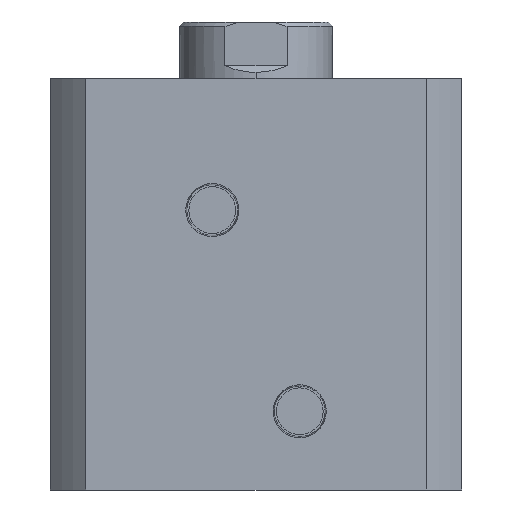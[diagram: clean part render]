
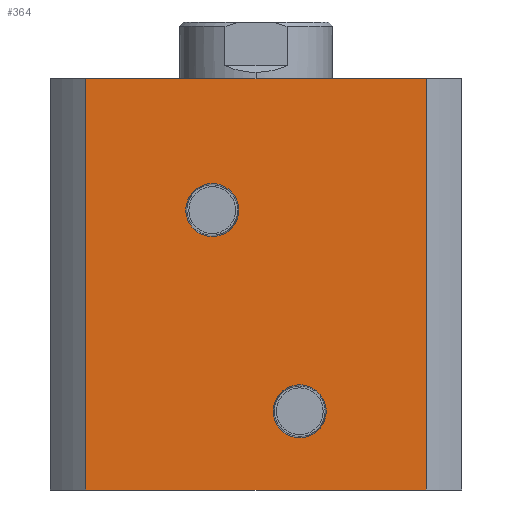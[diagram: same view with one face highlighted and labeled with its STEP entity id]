
A CAD part, left-side view. The second image highlights one B-rep face of the part: STEP entity #364.
In plain terms, the highlighted planar face has unit normal (-1, 0, 0).
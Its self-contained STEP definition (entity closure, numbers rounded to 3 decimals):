
#23 = FACE_OUTER_BOUND ( 'NONE', #2346, .T. ) ;
#111 = VERTEX_POINT ( 'NONE', #3255 ) ;
#179 = VERTEX_POINT ( 'NONE', #3371 ) ;
#185 = VERTEX_POINT ( 'NONE', #3377 ) ;
#218 = VERTEX_POINT ( 'NONE', #3410 ) ;
#364 = ADVANCED_FACE ( 'NONE', ( #2191, #699, #23 ), #1319, .F. ) ;
#699 = FACE_BOUND ( 'NONE', #2345, .T. ) ;
#761 = CIRCLE ( 'NONE', #2047, 6.06 ) ;
#773 = CIRCLE ( 'NONE', #2051, 6.06 ) ;
#920 = LINE ( 'NONE', #1675, #922 ) ;
#921 = LINE ( 'NONE', #1690, #931 ) ;
#922 = VECTOR ( 'NONE', #1669, 1000. ) ;
#923 = CIRCLE ( 'NONE', #2068, 6.06 ) ;
#924 = CIRCLE ( 'NONE', #2069, 6.06 ) ;
#925 = LINE ( 'NONE', #1684, #927 ) ;
#926 = LINE ( 'NONE', #1694, #929 ) ;
#927 = VECTOR ( 'NONE', #1685, 1000. ) ;
#929 = VECTOR ( 'NONE', #1696, 1000. ) ;
#931 = VECTOR ( 'NONE', #1697, 1000. ) ;
#1310 = DIRECTION ( 'NONE',  ( 1., 0., 0. ) ) ;
#1317 = CARTESIAN_POINT ( 'NONE',  ( -47., 0., 94. ) ) ;
#1319 = PLANE ( 'NONE',  #2013 ) ;
#1321 = DIRECTION ( 'NONE',  ( 0., 1., 0. ) ) ;
#1387 = CARTESIAN_POINT ( 'NONE',  ( -47., -10., 11.94 ) ) ;
#1396 = CARTESIAN_POINT ( 'NONE',  ( -47., 10., 70.06 ) ) ;
#1399 = CARTESIAN_POINT ( 'NONE',  ( -47., 10., 57.94 ) ) ;
#1404 = CARTESIAN_POINT ( 'NONE',  ( -47., -10., 24.06 ) ) ;
#1490 = CARTESIAN_POINT ( 'NONE',  ( -47., 10., 64. ) ) ;
#1491 = DIRECTION ( 'NONE',  ( -1., 0., 0. ) ) ;
#1492 = DIRECTION ( 'NONE',  ( 0., 0., 1. ) ) ;
#1509 = CARTESIAN_POINT ( 'NONE',  ( -47., -10., 18. ) ) ;
#1510 = DIRECTION ( 'NONE',  ( -1., 0., 0. ) ) ;
#1511 = DIRECTION ( 'NONE',  ( 0., 0., 1. ) ) ;
#1669 = DIRECTION ( 'NONE',  ( 0., 0., -1. ) ) ;
#1675 = CARTESIAN_POINT ( 'NONE',  ( -47., 38.884, 94. ) ) ;
#1684 = CARTESIAN_POINT ( 'NONE',  ( -47., 0., 0. ) ) ;
#1685 = DIRECTION ( 'NONE',  ( 0., -1., 0. ) ) ;
#1686 = CARTESIAN_POINT ( 'NONE',  ( -47., 10., 64. ) ) ;
#1687 = DIRECTION ( 'NONE',  ( -1., 0., 0. ) ) ;
#1688 = DIRECTION ( 'NONE',  ( 0., 0., 1. ) ) ;
#1690 = CARTESIAN_POINT ( 'NONE',  ( -47., 0., 94. ) ) ;
#1691 = CARTESIAN_POINT ( 'NONE',  ( -47., -10., 18. ) ) ;
#1692 = DIRECTION ( 'NONE',  ( -1., 0., 0. ) ) ;
#1693 = DIRECTION ( 'NONE',  ( 0., 0., 1. ) ) ;
#1694 = CARTESIAN_POINT ( 'NONE',  ( -47., -38.884, 94. ) ) ;
#1696 = DIRECTION ( 'NONE',  ( 0., 0., -1. ) ) ;
#1697 = DIRECTION ( 'NONE',  ( 0., -1., 0. ) ) ;
#1857 = VERTEX_POINT ( 'NONE', #1387 ) ;
#1861 = VERTEX_POINT ( 'NONE', #1396 ) ;
#1883 = VERTEX_POINT ( 'NONE', #1404 ) ;
#1885 = VERTEX_POINT ( 'NONE', #1399 ) ;
#2013 = AXIS2_PLACEMENT_3D ( 'NONE', #1317, #1310, #1321 ) ;
#2047 = AXIS2_PLACEMENT_3D ( 'NONE', #1490, #1491, #1492 ) ;
#2051 = AXIS2_PLACEMENT_3D ( 'NONE', #1509, #1510, #1511 ) ;
#2068 = AXIS2_PLACEMENT_3D ( 'NONE', #1686, #1687, #1688 ) ;
#2069 = AXIS2_PLACEMENT_3D ( 'NONE', #1691, #1692, #1693 ) ;
#2191 = FACE_BOUND ( 'NONE', #2342, .T. ) ;
#2342 = EDGE_LOOP ( 'NONE', ( #2597, #2596 ) ) ;
#2345 = EDGE_LOOP ( 'NONE', ( #2595, #2594 ) ) ;
#2346 = EDGE_LOOP ( 'NONE', ( #2593, #2592, #2586, #2848 ) ) ;
#2393 = EDGE_CURVE ( 'NONE', #1885, #1861, #761, .T. ) ;
#2401 = EDGE_CURVE ( 'NONE', #1857, #1883, #773, .T. ) ;
#2586 = ORIENTED_EDGE ( 'NONE', *, *, #2953, .F. ) ;
#2592 = ORIENTED_EDGE ( 'NONE', *, *, #2952, .F. ) ;
#2593 = ORIENTED_EDGE ( 'NONE', *, *, #2951, .T. ) ;
#2594 = ORIENTED_EDGE ( 'NONE', *, *, #2401, .F. ) ;
#2595 = ORIENTED_EDGE ( 'NONE', *, *, #2950, .F. ) ;
#2596 = ORIENTED_EDGE ( 'NONE', *, *, #2393, .F. ) ;
#2597 = ORIENTED_EDGE ( 'NONE', *, *, #2949, .F. ) ;
#2848 = ORIENTED_EDGE ( 'NONE', *, *, #2947, .T. ) ;
#2947 = EDGE_CURVE ( 'NONE', #218, #185, #920, .T. ) ;
#2949 = EDGE_CURVE ( 'NONE', #1861, #1885, #923, .T. ) ;
#2950 = EDGE_CURVE ( 'NONE', #1883, #1857, #924, .T. ) ;
#2951 = EDGE_CURVE ( 'NONE', #185, #111, #925, .T. ) ;
#2952 = EDGE_CURVE ( 'NONE', #179, #111, #926, .T. ) ;
#2953 = EDGE_CURVE ( 'NONE', #218, #179, #921, .T. ) ;
#3255 = CARTESIAN_POINT ( 'NONE',  ( -47., -38.884, 0. ) ) ;
#3371 = CARTESIAN_POINT ( 'NONE',  ( -47., -38.884, 94. ) ) ;
#3377 = CARTESIAN_POINT ( 'NONE',  ( -47., 38.884, 0. ) ) ;
#3410 = CARTESIAN_POINT ( 'NONE',  ( -47., 38.884, 94. ) ) ;
